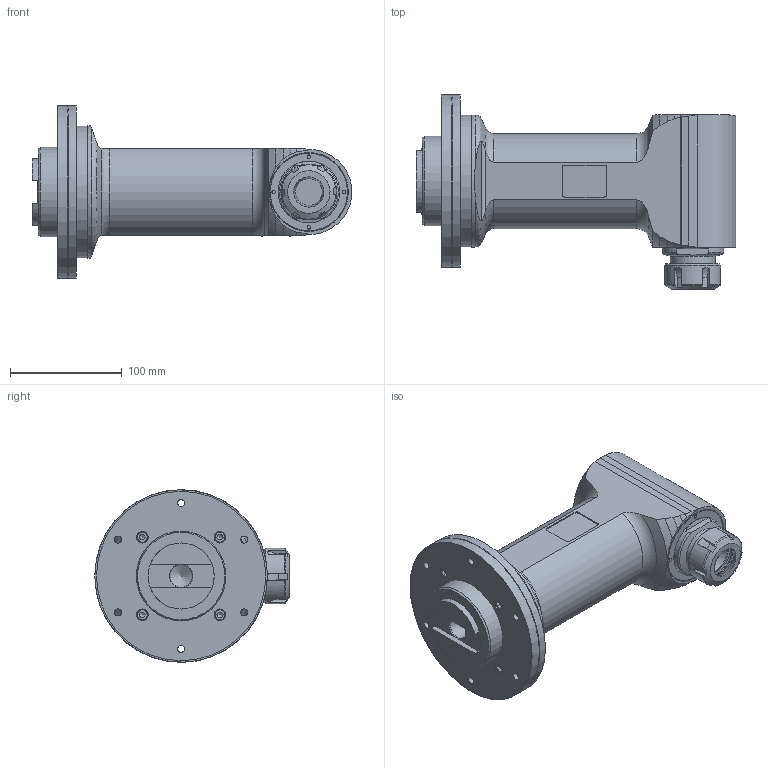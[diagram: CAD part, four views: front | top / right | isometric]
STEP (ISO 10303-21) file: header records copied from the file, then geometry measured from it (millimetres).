
FILE_DESCRIPTION(/* description */ (''),/* implementation_level */ '2;1');
FILE_NAME(/* name */ '9.F90.20L01.stp',/* time_stamp */ '2023-08-02T10:50:11-04:00',/* author */ ('jkrenzer'),/* organization */ (''),/* preprocessor_version */ 'ST-DEVELOPER v18.1',/* originating_system */ 'Autodesk Inventor 2022',/* authorisation */ '');
FILE_SCHEMA (('AUTOMOTIVE_DESIGN { 1 0 10303 214 3 1 1 }'));
Products named in the file (2): 9.F90.20L01; 9_F90_20L01
Assembly tree (1 placements, depth 2):
  9.F90.20L01
    9_F90_20L01
Bounding box: 285.36 x 173.6 x 154.2 mm (x, y, z)
Volume: 2095253.9 mm3; surface area: 177419.4 mm2
Topology: 3 solids, 3 shells, 288 faces, 684 edges, 448 vertices
Faces by surface type: plane 131, cylinder 81, cone 54, torus 20, sphere 2
Full cylindrical faces by diameter (mm): 2.5 x2, 3.2 x4, 6 x8, 6.4 x6, 10 x4, 10.4 x10, 12 x1, 12.5 x1, 20 x1, 24 x1, 27 x1, 29.5 x1, 35.8 x1, 38.5 x1, 40 x1, 40.6 x1, 50 x1, 55 x1, 59 x1, 66 x1, 70 x1, 80 x2, 111 x1, 118 x2, 151.2 x1, 154 x2, 154.2 x1
Entity records: 8722 total; most frequent: CARTESIAN_POINT 2068, DIRECTION 1392, ORIENTED_EDGE 1362, EDGE_CURVE 681, AXIS2_PLACEMENT_3D 567, VERTEX_POINT 452, EDGE_LOOP 357, FACE_OUTER_BOUND 288
